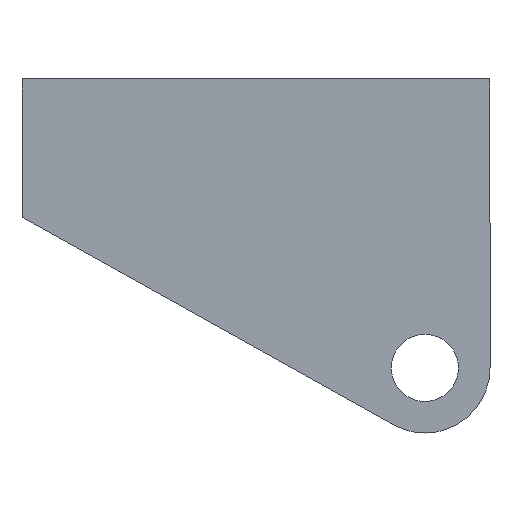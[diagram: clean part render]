
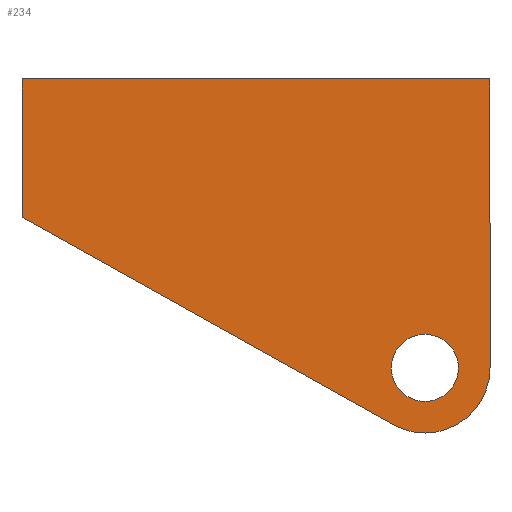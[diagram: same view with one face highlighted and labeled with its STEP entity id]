
A CAD part, front view. The second image highlights one B-rep face of the part: STEP entity #234.
In plain terms, the highlighted planar face has unit normal (0, -1, 0).
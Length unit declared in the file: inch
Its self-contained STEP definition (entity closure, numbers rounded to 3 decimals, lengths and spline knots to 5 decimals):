
#1 = DIRECTION ( 'NONE',  ( 0., 1., 0. ) ) ;
#5 = DIRECTION ( 'NONE',  ( 0., 1., 0. ) ) ;
#46 = VECTOR ( 'NONE', #704, 39.37008 ) ;
#49 = CARTESIAN_POINT ( 'NONE',  ( -0.32, -1.04, -1.585 ) ) ;
#50 = CARTESIAN_POINT ( 'NONE',  ( -2.3, -1.04, -0.68 ) ) ;
#58 = CARTESIAN_POINT ( 'NONE',  ( -0.47612, -1.04, -1.69934 ) ) ;
#73 = DIRECTION ( 'NONE',  ( 0., 0., 1. ) ) ;
#84 = VERTEX_POINT ( 'NONE', #58 ) ;
#87 = VERTEX_POINT ( 'NONE', #49 ) ;
#101 = ORIENTED_EDGE ( 'NONE', *, *, #688, .T. ) ;
#107 = LINE ( 'NONE', #679, #648 ) ;
#111 = DIRECTION ( 'NONE',  ( 0., 1., 0. ) ) ;
#133 = LINE ( 'NONE', #250, #412 ) ;
#167 = LINE ( 'NONE', #654, #46 ) ;
#181 = CIRCLE ( 'NONE', #760, 0.32 ) ;
#184 = CARTESIAN_POINT ( 'NONE',  ( 0., -1.04, 0. ) ) ;
#188 = CARTESIAN_POINT ( 'NONE',  ( -0.32, -1.04, -1.42 ) ) ;
#204 = CIRCLE ( 'NONE', #459, 0.165 ) ;
#213 = EDGE_CURVE ( 'NONE', #540, #84, #181, .T. ) ;
#220 = CARTESIAN_POINT ( 'NONE',  ( 0., -1.04, -1.42 ) ) ;
#222 = EDGE_CURVE ( 'NONE', #764, #790, #625, .T. ) ;
#224 = DIRECTION ( 'NONE',  ( 0., 0., 1. ) ) ;
#225 = EDGE_CURVE ( 'NONE', #540, #764, #107, .T. ) ;
#234 = ADVANCED_FACE ( 'NONE', ( #357, #793 ), #487, .F. ) ;
#235 = AXIS2_PLACEMENT_3D ( 'NONE', #260, #5, #73 ) ;
#250 = CARTESIAN_POINT ( 'NONE',  ( -2.3, -1.04, 0. ) ) ;
#260 = CARTESIAN_POINT ( 'NONE',  ( 0., -1.04, 0. ) ) ;
#294 = DIRECTION ( 'NONE',  ( 0., 1., 0. ) ) ;
#316 = CARTESIAN_POINT ( 'NONE',  ( 0., -1.04, 0. ) ) ;
#357 = FACE_OUTER_BOUND ( 'NONE', #455, .T. ) ;
#362 = ORIENTED_EDGE ( 'NONE', *, *, #213, .F. ) ;
#369 = DIRECTION ( 'NONE',  ( 0., 0., 1. ) ) ;
#391 = CARTESIAN_POINT ( 'NONE',  ( -2.3, -1.04, 0. ) ) ;
#399 = VECTOR ( 'NONE', #443, 39.37008 ) ;
#409 = ORIENTED_EDGE ( 'NONE', *, *, #222, .T. ) ;
#412 = VECTOR ( 'NONE', #770, 39.37008 ) ;
#433 = ORIENTED_EDGE ( 'NONE', *, *, #547, .T. ) ;
#443 = DIRECTION ( 'NONE',  ( -1., 0., 0. ) ) ;
#444 = AXIS2_PLACEMENT_3D ( 'NONE', #590, #294, #224 ) ;
#445 = CIRCLE ( 'NONE', #444, 0.165 ) ;
#448 = EDGE_CURVE ( 'NONE', #87, #653, #445, .T. ) ;
#455 = EDGE_LOOP ( 'NONE', ( #788, #409, #101, #433, #362 ) ) ;
#459 = AXIS2_PLACEMENT_3D ( 'NONE', #719, #111, #369 ) ;
#487 = PLANE ( 'NONE',  #235 ) ;
#540 = VERTEX_POINT ( 'NONE', #220 ) ;
#545 = CARTESIAN_POINT ( 'NONE',  ( -0.32, -1.04, -1.255 ) ) ;
#547 = EDGE_CURVE ( 'NONE', #619, #84, #167, .T. ) ;
#587 = ORIENTED_EDGE ( 'NONE', *, *, #448, .T. ) ;
#590 = CARTESIAN_POINT ( 'NONE',  ( -0.32, -1.04, -1.42 ) ) ;
#594 = EDGE_CURVE ( 'NONE', #653, #87, #204, .T. ) ;
#619 = VERTEX_POINT ( 'NONE', #50 ) ;
#625 = LINE ( 'NONE', #184, #399 ) ;
#648 = VECTOR ( 'NONE', #797, 39.37008 ) ;
#653 = VERTEX_POINT ( 'NONE', #545 ) ;
#654 = CARTESIAN_POINT ( 'NONE',  ( -0.837, -1.04, -1.49764 ) ) ;
#679 = CARTESIAN_POINT ( 'NONE',  ( 0., -1.04, 0. ) ) ;
#688 = EDGE_CURVE ( 'NONE', #790, #619, #133, .T. ) ;
#693 = ORIENTED_EDGE ( 'NONE', *, *, #594, .T. ) ;
#699 = EDGE_LOOP ( 'NONE', ( #693, #587 ) ) ;
#704 = DIRECTION ( 'NONE',  ( 0.873, 0., -0.488 ) ) ;
#719 = CARTESIAN_POINT ( 'NONE',  ( -0.32, -1.04, -1.42 ) ) ;
#739 = DIRECTION ( 'NONE',  ( 0., 0., 1. ) ) ;
#760 = AXIS2_PLACEMENT_3D ( 'NONE', #188, #1, #739 ) ;
#764 = VERTEX_POINT ( 'NONE', #316 ) ;
#770 = DIRECTION ( 'NONE',  ( 0., 0., -1. ) ) ;
#788 = ORIENTED_EDGE ( 'NONE', *, *, #225, .T. ) ;
#790 = VERTEX_POINT ( 'NONE', #391 ) ;
#793 = FACE_BOUND ( 'NONE', #699, .T. ) ;
#797 = DIRECTION ( 'NONE',  ( 0., 0., 1. ) ) ;
